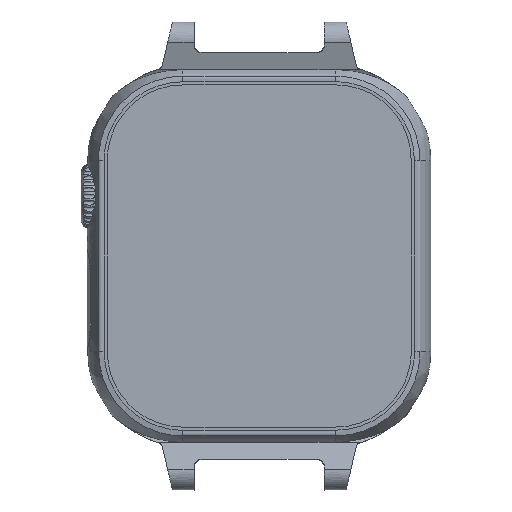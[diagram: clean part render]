
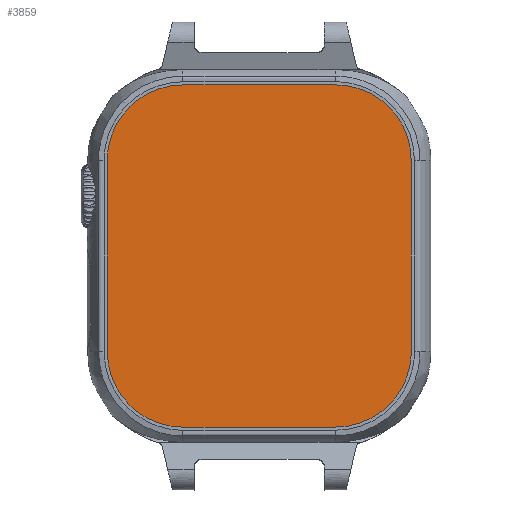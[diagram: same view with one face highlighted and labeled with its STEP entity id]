
A CAD part, front view. The second image highlights one B-rep face of the part: STEP entity #3859.
In plain terms, the highlighted free-form (B-spline) face has degree [1, 1] with [2, 2] control points.
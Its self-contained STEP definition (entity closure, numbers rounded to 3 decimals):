
#3835 = EDGE_CURVE('',#3836,#3838,#3840,.T.);
#3836 = VERTEX_POINT('',#3837);
#3837 = CARTESIAN_POINT('',(-57.745,-28.006,
    -129.367));
#3838 = VERTEX_POINT('',#3839);
#3839 = CARTESIAN_POINT('',(57.745,-28.006,
    -129.367));
#3840 = B_SPLINE_CURVE_WITH_KNOTS('',1,(#3841,#3842),.UNSPECIFIED.,.F.,
  .F.,(2,2),(0.,80.),.PIECEWISE_BEZIER_KNOTS.);
#3841 = CARTESIAN_POINT('',(-57.745,-28.006,
    -129.367));
#3842 = CARTESIAN_POINT('',(57.745,-28.006,
    -129.367));
#3859 = ADVANCED_FACE('',(#3860),#3914,.F.);
#3860 = FACE_BOUND('',#3861,.F.);
#3861 = EDGE_LOOP('',(#3862,#3863,#3871,#3878,#3886,#3893,#3901,#3908));
#3862 = ORIENTED_EDGE('',*,*,#3835,.F.);
#3863 = ORIENTED_EDGE('',*,*,#3864,.F.);
#3864 = EDGE_CURVE('',#3865,#3836,#3867,.T.);
#3865 = VERTEX_POINT('',#3866);
#3866 = CARTESIAN_POINT('',(-114.93,-28.006,
    -72.181));
#3867 = ( BOUNDED_CURVE() B_SPLINE_CURVE(2,(#3868,#3869,#3870),
.UNSPECIFIED.,.F.,.F.) B_SPLINE_CURVE_WITH_KNOTS((3,3),(0.,
1.571),.PIECEWISE_BEZIER_KNOTS.) CURVE() 
GEOMETRIC_REPRESENTATION_ITEM() RATIONAL_B_SPLINE_CURVE((1.,
0.707,1.)) REPRESENTATION_ITEM('') );
#3868 = CARTESIAN_POINT('',(-114.93,-28.006,
    -72.181));
#3869 = CARTESIAN_POINT('',(-114.93,-28.006,
    -129.367));
#3870 = CARTESIAN_POINT('',(-57.745,-28.006,
    -129.367));
#3871 = ORIENTED_EDGE('',*,*,#3872,.F.);
#3872 = EDGE_CURVE('',#3873,#3865,#3875,.T.);
#3873 = VERTEX_POINT('',#3874);
#3874 = CARTESIAN_POINT('',(-114.93,-28.006,
    72.181));
#3875 = B_SPLINE_CURVE_WITH_KNOTS('',1,(#3876,#3877),.UNSPECIFIED.,.F.,
  .F.,(2,2),(0.,100.),.PIECEWISE_BEZIER_KNOTS.);
#3876 = CARTESIAN_POINT('',(-114.93,-28.006,
    72.181));
#3877 = CARTESIAN_POINT('',(-114.93,-28.006,
    -72.181));
#3878 = ORIENTED_EDGE('',*,*,#3879,.F.);
#3879 = EDGE_CURVE('',#3880,#3873,#3882,.T.);
#3880 = VERTEX_POINT('',#3881);
#3881 = CARTESIAN_POINT('',(-57.745,-28.006,
    129.367));
#3882 = ( BOUNDED_CURVE() B_SPLINE_CURVE(2,(#3883,#3884,#3885),
.UNSPECIFIED.,.F.,.F.) B_SPLINE_CURVE_WITH_KNOTS((3,3),(0.,
1.571),.PIECEWISE_BEZIER_KNOTS.) CURVE() 
GEOMETRIC_REPRESENTATION_ITEM() RATIONAL_B_SPLINE_CURVE((1.,
0.707,1.)) REPRESENTATION_ITEM('') );
#3883 = CARTESIAN_POINT('',(-57.745,-28.006,
    129.367));
#3884 = CARTESIAN_POINT('',(-114.93,-28.006,
    129.367));
#3885 = CARTESIAN_POINT('',(-114.93,-28.006,
    72.181));
#3886 = ORIENTED_EDGE('',*,*,#3887,.F.);
#3887 = EDGE_CURVE('',#3888,#3880,#3890,.T.);
#3888 = VERTEX_POINT('',#3889);
#3889 = CARTESIAN_POINT('',(57.745,-28.006,
    129.367));
#3890 = B_SPLINE_CURVE_WITH_KNOTS('',1,(#3891,#3892),.UNSPECIFIED.,.F.,
  .F.,(2,2),(0.,80.),.PIECEWISE_BEZIER_KNOTS.);
#3891 = CARTESIAN_POINT('',(57.745,-28.006,
    129.367));
#3892 = CARTESIAN_POINT('',(-57.745,-28.006,
    129.367));
#3893 = ORIENTED_EDGE('',*,*,#3894,.F.);
#3894 = EDGE_CURVE('',#3895,#3888,#3897,.T.);
#3895 = VERTEX_POINT('',#3896);
#3896 = CARTESIAN_POINT('',(114.93,-28.006,
    72.181));
#3897 = ( BOUNDED_CURVE() B_SPLINE_CURVE(2,(#3898,#3899,#3900),
.UNSPECIFIED.,.F.,.F.) B_SPLINE_CURVE_WITH_KNOTS((3,3),(0.,
1.571),.PIECEWISE_BEZIER_KNOTS.) CURVE() 
GEOMETRIC_REPRESENTATION_ITEM() RATIONAL_B_SPLINE_CURVE((1.,
0.707,1.)) REPRESENTATION_ITEM('') );
#3898 = CARTESIAN_POINT('',(114.93,-28.006,
    72.181));
#3899 = CARTESIAN_POINT('',(114.93,-28.006,
    129.367));
#3900 = CARTESIAN_POINT('',(57.745,-28.006,
    129.367));
#3901 = ORIENTED_EDGE('',*,*,#3902,.F.);
#3902 = EDGE_CURVE('',#3903,#3895,#3905,.T.);
#3903 = VERTEX_POINT('',#3904);
#3904 = CARTESIAN_POINT('',(114.93,-28.006,
    -72.181));
#3905 = B_SPLINE_CURVE_WITH_KNOTS('',1,(#3906,#3907),.UNSPECIFIED.,.F.,
  .F.,(2,2),(0.,100.),.PIECEWISE_BEZIER_KNOTS.);
#3906 = CARTESIAN_POINT('',(114.93,-28.006,
    -72.181));
#3907 = CARTESIAN_POINT('',(114.93,-28.006,
    72.181));
#3908 = ORIENTED_EDGE('',*,*,#3909,.F.);
#3909 = EDGE_CURVE('',#3838,#3903,#3910,.T.);
#3910 = ( BOUNDED_CURVE() B_SPLINE_CURVE(2,(#3911,#3912,#3913),
.UNSPECIFIED.,.F.,.F.) B_SPLINE_CURVE_WITH_KNOTS((3,3),(0.,
1.571),.PIECEWISE_BEZIER_KNOTS.) CURVE() 
GEOMETRIC_REPRESENTATION_ITEM() RATIONAL_B_SPLINE_CURVE((1.,
0.707,1.)) REPRESENTATION_ITEM('') );
#3911 = CARTESIAN_POINT('',(57.745,-28.006,
    -129.367));
#3912 = CARTESIAN_POINT('',(114.93,-28.006,
    -129.367));
#3913 = CARTESIAN_POINT('',(114.93,-28.006,
    -72.181));
#3914 = B_SPLINE_SURFACE_WITH_KNOTS('',1,1,(
    (#3915,#3916)
    ,(#3917,#3918
    )),.UNSPECIFIED.,.F.,.F.,.F.,(2,2),(2,2),(-79.612,
    79.612),(-89.612,89.612),
  .PIECEWISE_BEZIER_KNOTS.);
#3915 = CARTESIAN_POINT('',(-114.93,-28.006,
    129.367));
#3916 = CARTESIAN_POINT('',(-114.93,-28.006,
    -129.367));
#3917 = CARTESIAN_POINT('',(114.93,-28.006,
    129.367));
#3918 = CARTESIAN_POINT('',(114.93,-28.006,
    -129.367));
